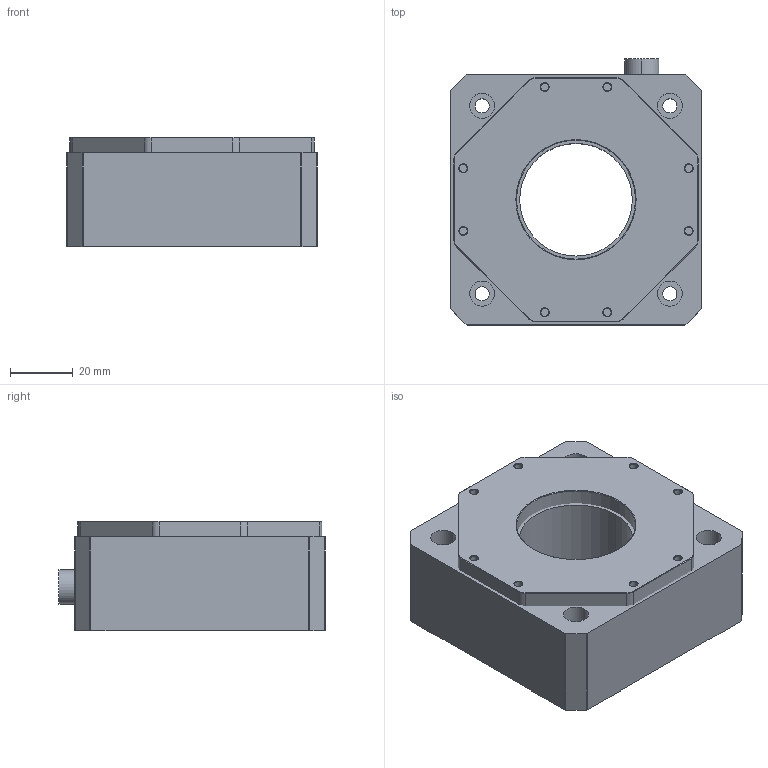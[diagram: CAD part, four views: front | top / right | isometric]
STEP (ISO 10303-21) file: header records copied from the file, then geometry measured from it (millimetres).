
FILE_DESCRIPTION (( 'STEP AP203' ), '1' );
FILE_NAME ('P77.K36-B1（原D2）外形三维-22.10.31.STEP', '2022-10-31T00:09:47', ( 'Windows 用户' ), ( '微软中国' ), 'SwSTEP 2.0', 'SolidWorks 2016', '' );
FILE_SCHEMA (( 'CONFIG_CONTROL_DESIGN' ));
Length unit declared in the file: millimetre
Products named in the file (1): P77.K36-B1（原D2）外形三维-22.10.31
Bounding box: 80 x 85 x 35 mm (x, y, z)
Volume: 186077.8 mm3; surface area: 37173.4 mm2
Topology: 2 solids, 3 shells, 148 faces, 358 edges, 222 vertices
Faces by surface type: plane 56, cylinder 50, cone 42
Entity records: 4429 total; most frequent: DIRECTION 790, CARTESIAN_POINT 741, ORIENTED_EDGE 716, EDGE_CURVE 358, AXIS2_PLACEMENT_3D 287, VERTEX_POINT 222, VECTOR 216, LINE 216
